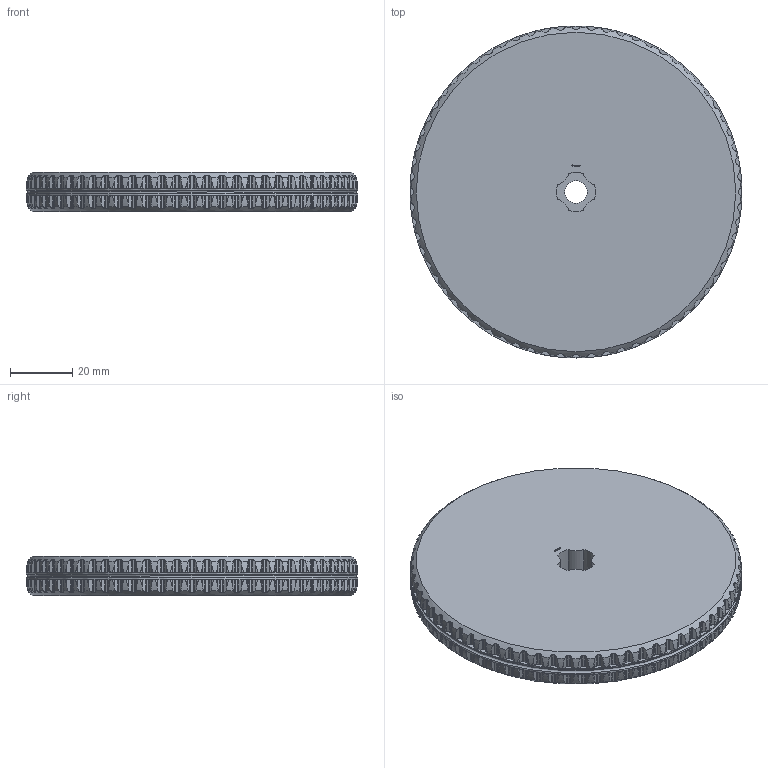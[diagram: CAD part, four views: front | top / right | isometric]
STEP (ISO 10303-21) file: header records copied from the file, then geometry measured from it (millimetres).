
FILE_DESCRIPTION(('FreeCAD Model'),'2;1');
FILE_NAME('Open CASCADE Shape Model','2024-12-31T23:20:25',(''),(''), 'Open CASCADE STEP processor 7.8','FreeCAD','Unknown');
FILE_SCHEMA(('AUTOMOTIVE_DESIGN { 1 0 10303 214 1 1 1 1 }'));
Products named in the file (1): Wheel GND TTRD PLN BU08.50x01.00 - SPN-WHL-0027 (stemfie.org)
Bounding box: 106.25 x 106.25 x 12.5 mm (x, y, z)
Volume: 106313.2 mm3; surface area: 23498.2 mm2
Topology: 1 solids, 1 shells, 1859 faces, 5395 edges, 3590 vertices
Faces by surface type: cylinder 832, plane 742, torus 138, extrusion 112, cone 35
Full cylindrical faces by diameter (mm): 2 x4, 7.2 x2, 106.25 x2
Entity records: 85059 total; most frequent: CARTESIAN_POINT 37021, ORIENTED_EDGE 10790, DIRECTION 9262, EDGE_CURVE 5395, VERTEX_POINT 3590, AXIS2_PLACEMENT_3D 3326, VECTOR 2610, LINE 2498
